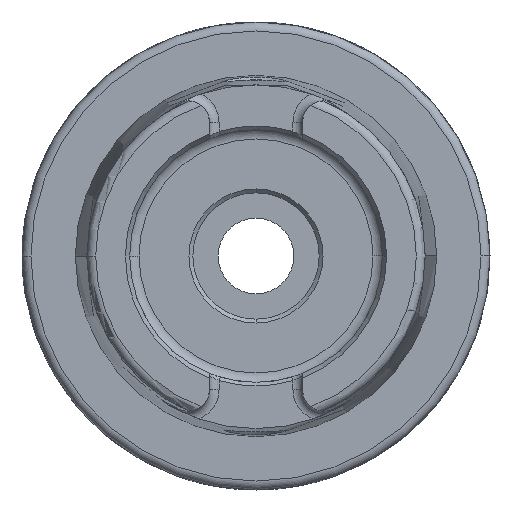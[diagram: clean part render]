
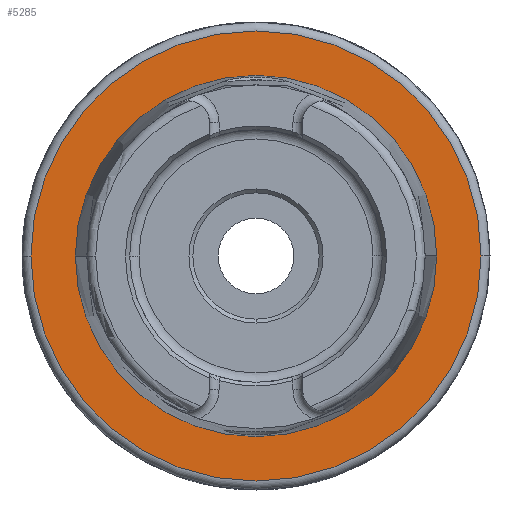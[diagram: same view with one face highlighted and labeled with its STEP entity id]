
A CAD part, left-side view. The second image highlights one B-rep face of the part: STEP entity #5285.
In plain terms, the highlighted planar face has unit normal (-1, 0, 0).
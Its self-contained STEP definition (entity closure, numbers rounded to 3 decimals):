
#99 = CARTESIAN_POINT ( 'NONE',  ( 0.05, 24.321, 0. ) ) ;
#151 = DIRECTION ( 'NONE',  ( 0., 1., 0. ) ) ;
#199 = CIRCLE ( 'NONE', #423, 24.321 ) ;
#247 = ORIENTED_EDGE ( 'NONE', *, *, #5918, .T. ) ;
#286 = VERTEX_POINT ( 'NONE', #99 ) ;
#423 = AXIS2_PLACEMENT_3D ( 'NONE', #1740, #1690, #1133 ) ;
#622 = ORIENTED_EDGE ( 'NONE', *, *, #2549, .F. ) ;
#635 = EDGE_CURVE ( 'NONE', #286, #1301, #199, .T. ) ;
#668 = FACE_BOUND ( 'NONE', #4331, .T. ) ;
#821 = AXIS2_PLACEMENT_3D ( 'NONE', #6151, #3184, #151 ) ;
#970 = DIRECTION ( 'NONE',  ( 1., 0., 0. ) ) ;
#1128 = CIRCLE ( 'NONE', #5034, 24.321 ) ;
#1133 = DIRECTION ( 'NONE',  ( 0., 1., 0. ) ) ;
#1301 = VERTEX_POINT ( 'NONE', #2064 ) ;
#1423 = CARTESIAN_POINT ( 'NONE',  ( 0.05, 24.321, 0. ) ) ;
#1690 = DIRECTION ( 'NONE',  ( 1., 0., 0. ) ) ;
#1740 = CARTESIAN_POINT ( 'NONE',  ( 0.05, 0., 0. ) ) ;
#2064 = CARTESIAN_POINT ( 'NONE',  ( 0.05, -24.321, 0. ) ) ;
#2072 = CARTESIAN_POINT ( 'NONE',  ( 0.05, 0., 0. ) ) ;
#2123 = ORIENTED_EDGE ( 'NONE', *, *, #635, .T. ) ;
#2434 = DIRECTION ( 'NONE',  ( -1., 0., 0. ) ) ;
#2549 = EDGE_CURVE ( 'NONE', #3439, #6407, #6374, .T. ) ;
#2573 = DIRECTION ( 'NONE',  ( 0., 1., 0. ) ) ;
#3184 = DIRECTION ( 'NONE',  ( 1., 0., 0. ) ) ;
#3189 = FACE_OUTER_BOUND ( 'NONE', #4796, .T. ) ;
#3396 = CARTESIAN_POINT ( 'NONE',  ( 0.05, 30.3, 0. ) ) ;
#3439 = VERTEX_POINT ( 'NONE', #5363 ) ;
#3628 = CIRCLE ( 'NONE', #821, 30.3 ) ;
#3952 = AXIS2_PLACEMENT_3D ( 'NONE', #1423, #2434, #5920 ) ;
#3979 = CARTESIAN_POINT ( 'NONE',  ( 0.05, 0., 0. ) ) ;
#4331 = EDGE_LOOP ( 'NONE', ( #2123, #247 ) ) ;
#4447 = EDGE_CURVE ( 'NONE', #6407, #3439, #3628, .T. ) ;
#4448 = AXIS2_PLACEMENT_3D ( 'NONE', #3979, #970, #4479 ) ;
#4479 = DIRECTION ( 'NONE',  ( 0., 1., 0. ) ) ;
#4796 = EDGE_LOOP ( 'NONE', ( #5892, #622 ) ) ;
#5034 = AXIS2_PLACEMENT_3D ( 'NONE', #2072, #5574, #2573 ) ;
#5285 = ADVANCED_FACE ( 'NONE', ( #668, #3189 ), #5893, .T. ) ;
#5363 = CARTESIAN_POINT ( 'NONE',  ( 0.05, -30.3, 0. ) ) ;
#5574 = DIRECTION ( 'NONE',  ( 1., 0., 0. ) ) ;
#5892 = ORIENTED_EDGE ( 'NONE', *, *, #4447, .F. ) ;
#5893 = PLANE ( 'NONE',  #3952 ) ;
#5918 = EDGE_CURVE ( 'NONE', #1301, #286, #1128, .T. ) ;
#5920 = DIRECTION ( 'NONE',  ( 0., -1., 0. ) ) ;
#6151 = CARTESIAN_POINT ( 'NONE',  ( 0.05, 0., 0. ) ) ;
#6374 = CIRCLE ( 'NONE', #4448, 30.3 ) ;
#6407 = VERTEX_POINT ( 'NONE', #3396 ) ;
